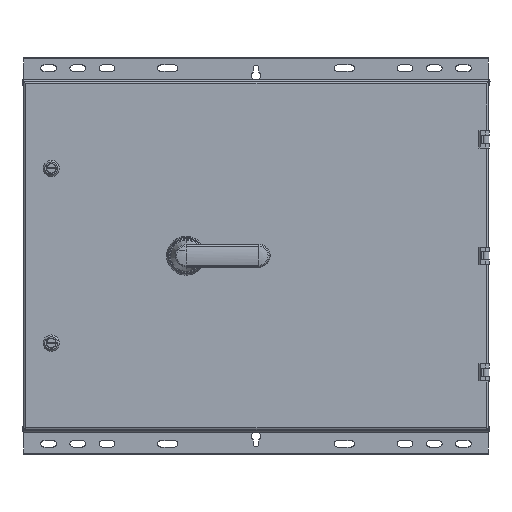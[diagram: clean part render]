
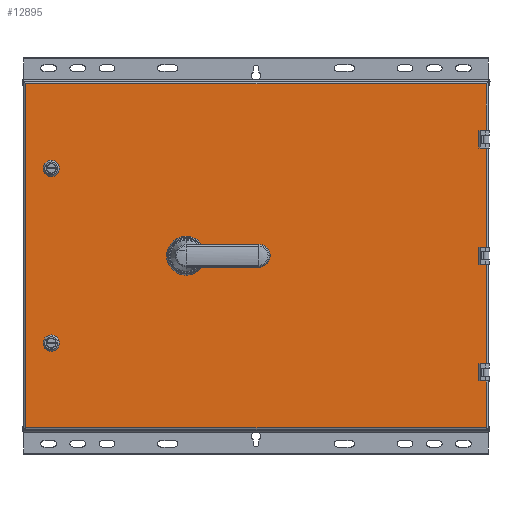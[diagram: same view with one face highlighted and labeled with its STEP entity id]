
A CAD part, top view. The second image highlights one B-rep face of the part: STEP entity #12895.
In plain terms, the highlighted planar face has unit normal (0, 0, 1).
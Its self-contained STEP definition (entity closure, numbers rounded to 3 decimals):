
#203=DIRECTION('',(-1.,0.,0.));
#204=VECTOR('',#203,12.82);
#205=CARTESIAN_POINT('',(179.974,-365.896,159.5));
#206=LINE('',#205,#204);
#207=DIRECTION('',(0.,1.,0.));
#208=VECTOR('',#207,80.62);
#209=CARTESIAN_POINT('',(179.974,-446.516,159.5));
#210=LINE('',#209,#208);
#211=DIRECTION('',(1.,0.,0.));
#212=VECTOR('',#211,791.24);
#213=CARTESIAN_POINT('',(-611.266,-446.516,159.5));
#214=LINE('',#213,#212);
#215=DIRECTION('',(0.,-1.,0.));
#216=VECTOR('',#215,591.24);
#217=CARTESIAN_POINT('',(-611.266,144.724,159.5));
#218=LINE('',#217,#216);
#219=DIRECTION('',(-1.,0.,0.));
#220=VECTOR('',#219,791.24);
#221=CARTESIAN_POINT('',(179.974,144.724,159.5));
#222=LINE('',#221,#220);
#223=DIRECTION('',(0.,1.,0.));
#224=VECTOR('',#223,80.62);
#225=CARTESIAN_POINT('',(179.974,64.104,159.5));
#226=LINE('',#225,#224);
#227=DIRECTION('',(-1.,0.,0.));
#228=VECTOR('',#227,12.82);
#229=CARTESIAN_POINT('',(179.974,64.104,159.5));
#230=LINE('',#229,#228);
#231=DIRECTION('',(-1.,0.,0.));
#232=VECTOR('',#231,12.82);
#233=CARTESIAN_POINT('',(179.974,34.104,159.5));
#234=LINE('',#233,#232);
#235=DIRECTION('',(0.,1.,0.));
#236=VECTOR('',#235,170.);
#237=CARTESIAN_POINT('',(179.974,-135.896,159.5));
#238=LINE('',#237,#236);
#239=DIRECTION('',(0.,1.,0.));
#240=VECTOR('',#239,170.);
#241=CARTESIAN_POINT('',(179.974,-335.896,159.5));
#242=LINE('',#241,#240);
#243=DIRECTION('',(-1.,0.,0.));
#244=VECTOR('',#243,12.82);
#245=CARTESIAN_POINT('',(179.974,-335.896,159.5));
#246=LINE('',#245,#244);
#247=CARTESIAN_POINT('',(-567.146,-0.896,
159.5));
#248=DIRECTION('',(0.,0.,1.));
#249=DIRECTION('',(0.,-1.,0.));
#250=AXIS2_PLACEMENT_3D('',#247,#248,#249);
#256=CARTESIAN_POINT('',(-567.146,-0.896,
159.5));
#257=DIRECTION('',(0.,0.,1.));
#258=DIRECTION('',(0.,1.,0.));
#259=AXIS2_PLACEMENT_3D('',#256,#257,#258);
#373=CARTESIAN_POINT('',(-567.146,-300.896,159.5));
#374=DIRECTION('',(0.,0.,1.));
#375=DIRECTION('',(0.,-1.,0.));
#376=AXIS2_PLACEMENT_3D('',#373,#374,#375);
#382=CARTESIAN_POINT('',(-567.146,-300.896,159.5));
#383=DIRECTION('',(0.,0.,1.));
#384=DIRECTION('',(0.,1.,0.));
#385=AXIS2_PLACEMENT_3D('',#382,#383,#384);
#499=CARTESIAN_POINT('',(-335.646,-150.898,159.5));
#500=DIRECTION('',(0.,0.,1.));
#501=DIRECTION('',(0.,-1.,0.));
#502=AXIS2_PLACEMENT_3D('',#499,#500,#501);
#508=CARTESIAN_POINT('',(-335.646,-150.898,159.5));
#509=DIRECTION('',(0.,0.,1.));
#510=DIRECTION('',(0.,1.,0.));
#511=AXIS2_PLACEMENT_3D('',#508,#509,#510);
#2054=DIRECTION('',(0.,1.,0.));
#2055=VECTOR('',#2054,30.);
#2056=CARTESIAN_POINT('',(167.154,-365.896,159.5));
#2057=LINE('',#2056,#2055);
#2588=DIRECTION('',(1.,0.,0.));
#2589=VECTOR('',#2588,12.82);
#2590=CARTESIAN_POINT('',(167.154,-165.896,159.5));
#2591=LINE('',#2590,#2589);
#2622=DIRECTION('',(0.,1.,0.));
#2623=VECTOR('',#2622,30.);
#2624=CARTESIAN_POINT('',(167.154,-165.896,159.5));
#2625=LINE('',#2624,#2623);
#2647=DIRECTION('',(1.,0.,0.));
#2648=VECTOR('',#2647,12.82);
#2649=CARTESIAN_POINT('',(167.154,-135.896,159.5));
#2650=LINE('',#2649,#2648);
#3116=DIRECTION('',(0.,1.,0.));
#3117=VECTOR('',#3116,30.);
#3118=CARTESIAN_POINT('',(167.154,34.104,159.5));
#3119=LINE('',#3118,#3117);
#10358=CARTESIAN_POINT('',(-611.266,-446.516,
159.5));
#10359=CARTESIAN_POINT('',(179.974,-446.516,
159.5));
#10360=VERTEX_POINT('',#10358);
#10361=VERTEX_POINT('',#10359);
#10370=CARTESIAN_POINT('',(179.974,144.724,159.5));
#10371=CARTESIAN_POINT('',(-611.266,144.724,
159.5));
#10372=VERTEX_POINT('',#10370);
#10373=VERTEX_POINT('',#10371);
#10498=CARTESIAN_POINT('',(167.154,-135.896,
159.5));
#10499=CARTESIAN_POINT('',(179.974,-135.896,
159.5));
#10500=VERTEX_POINT('',#10498);
#10501=VERTEX_POINT('',#10499);
#10502=CARTESIAN_POINT('',(167.154,-165.896,
159.5));
#10503=VERTEX_POINT('',#10502);
#10504=CARTESIAN_POINT('',(179.974,-165.896,
159.5));
#10505=VERTEX_POINT('',#10504);
#10522=CARTESIAN_POINT('',(-567.146,-14.958,
159.5));
#10523=CARTESIAN_POINT('',(-567.146,13.167,
159.5));
#10524=VERTEX_POINT('',#10522);
#10525=VERTEX_POINT('',#10523);
#10526=CARTESIAN_POINT('',(-567.146,-314.958,
159.5));
#10527=CARTESIAN_POINT('',(-567.146,-286.833,
159.5));
#10528=VERTEX_POINT('',#10526);
#10529=VERTEX_POINT('',#10527);
#10530=CARTESIAN_POINT('',(-335.646,-184.212,
159.5));
#10531=CARTESIAN_POINT('',(-335.646,-117.584,
159.5));
#10532=VERTEX_POINT('',#10530);
#10533=VERTEX_POINT('',#10531);
#12326=CARTESIAN_POINT('',(179.974,-365.896,
159.5));
#12327=CARTESIAN_POINT('',(167.154,-365.896,
159.5));
#12328=VERTEX_POINT('',#12326);
#12329=VERTEX_POINT('',#12327);
#12376=CARTESIAN_POINT('',(179.974,-335.896,
159.5));
#12377=CARTESIAN_POINT('',(167.154,-335.896,
159.5));
#12378=VERTEX_POINT('',#12376);
#12379=VERTEX_POINT('',#12377);
#12426=CARTESIAN_POINT('',(179.974,64.104,159.5));
#12427=CARTESIAN_POINT('',(167.154,64.104,159.5));
#12428=VERTEX_POINT('',#12426);
#12429=VERTEX_POINT('',#12427);
#12476=CARTESIAN_POINT('',(179.974,34.104,159.5));
#12477=CARTESIAN_POINT('',(167.154,34.104,159.5));
#12478=VERTEX_POINT('',#12476);
#12479=VERTEX_POINT('',#12477);
#12840=CARTESIAN_POINT('',(-215.646,-150.896,
159.5));
#12841=DIRECTION('',(0.,0.,1.));
#12842=DIRECTION('',(1.,0.,0.));
#12843=AXIS2_PLACEMENT_3D('',#12840,#12841,#12842);
#12844=PLANE('',#12843);
#12846=ORIENTED_EDGE('',*,*,#12845,.F.);
#12848=ORIENTED_EDGE('',*,*,#12847,.F.);
#12850=ORIENTED_EDGE('',*,*,#12849,.F.);
#12852=ORIENTED_EDGE('',*,*,#12851,.F.);
#12854=ORIENTED_EDGE('',*,*,#12853,.F.);
#12856=ORIENTED_EDGE('',*,*,#12855,.F.);
#12858=ORIENTED_EDGE('',*,*,#12857,.F.);
#12860=ORIENTED_EDGE('',*,*,#12859,.T.);
#12862=ORIENTED_EDGE('',*,*,#12861,.F.);
#12863=ORIENTED_EDGE('',*,*,#12762,.F.);
#12864=ORIENTED_EDGE('',*,*,#12725,.F.);
#12866=ORIENTED_EDGE('',*,*,#12865,.F.);
#12868=ORIENTED_EDGE('',*,*,#12867,.F.);
#12870=ORIENTED_EDGE('',*,*,#12869,.T.);
#12872=ORIENTED_EDGE('',*,*,#12871,.F.);
#12874=ORIENTED_EDGE('',*,*,#12873,.T.);
#12875=EDGE_LOOP('',(#12846,#12848,#12850,#12852,#12854,#12856,#12858,#12860,
#12862,#12863,#12864,#12866,#12868,#12870,#12872,#12874));
#12876=FACE_OUTER_BOUND('',#12875,.F.);
#12878=ORIENTED_EDGE('',*,*,#12877,.T.);
#12880=ORIENTED_EDGE('',*,*,#12879,.T.);
#12881=EDGE_LOOP('',(#12878,#12880));
#12882=FACE_BOUND('',#12881,.F.);
#12884=ORIENTED_EDGE('',*,*,#12883,.T.);
#12886=ORIENTED_EDGE('',*,*,#12885,.T.);
#12887=EDGE_LOOP('',(#12884,#12886));
#12888=FACE_BOUND('',#12887,.F.);
#12890=ORIENTED_EDGE('',*,*,#12889,.T.);
#12892=ORIENTED_EDGE('',*,*,#12891,.T.);
#12893=EDGE_LOOP('',(#12890,#12892));
#12894=FACE_BOUND('',#12893,.F.);
#12895=ADVANCED_FACE('',(#12876,#12882,#12888,#12894),#12844,.T.);
#251=CIRCLE('',#250,14.063);
#260=CIRCLE('',#259,14.063);
#377=CIRCLE('',#376,14.063);
#386=CIRCLE('',#385,14.063);
#503=CIRCLE('',#502,33.314);
#512=CIRCLE('',#511,33.314);
#12725=EDGE_CURVE('',#10501,#12478,#238,.T.);
#12762=EDGE_CURVE('',#12478,#12479,#234,.T.);
#12845=EDGE_CURVE('',#12329,#12379,#2057,.T.);
#12847=EDGE_CURVE('',#12328,#12329,#206,.T.);
#12849=EDGE_CURVE('',#10361,#12328,#210,.T.);
#12851=EDGE_CURVE('',#10360,#10361,#214,.T.);
#12853=EDGE_CURVE('',#10373,#10360,#218,.T.);
#12855=EDGE_CURVE('',#10372,#10373,#222,.T.);
#12857=EDGE_CURVE('',#12428,#10372,#226,.T.);
#12859=EDGE_CURVE('',#12428,#12429,#230,.T.);
#12861=EDGE_CURVE('',#12479,#12429,#3119,.T.);
#12865=EDGE_CURVE('',#10500,#10501,#2650,.T.);
#12867=EDGE_CURVE('',#10503,#10500,#2625,.T.);
#12869=EDGE_CURVE('',#10503,#10505,#2591,.T.);
#12871=EDGE_CURVE('',#12378,#10505,#242,.T.);
#12873=EDGE_CURVE('',#12378,#12379,#246,.T.);
#12877=EDGE_CURVE('',#10524,#10525,#251,.T.);
#12879=EDGE_CURVE('',#10525,#10524,#260,.T.);
#12883=EDGE_CURVE('',#10528,#10529,#377,.T.);
#12885=EDGE_CURVE('',#10529,#10528,#386,.T.);
#12889=EDGE_CURVE('',#10532,#10533,#503,.T.);
#12891=EDGE_CURVE('',#10533,#10532,#512,.T.);
